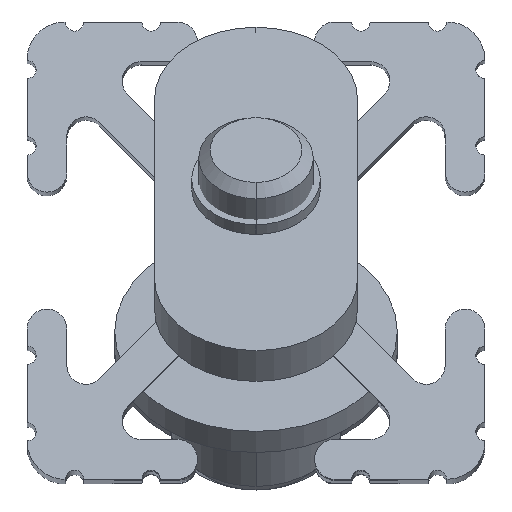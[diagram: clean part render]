
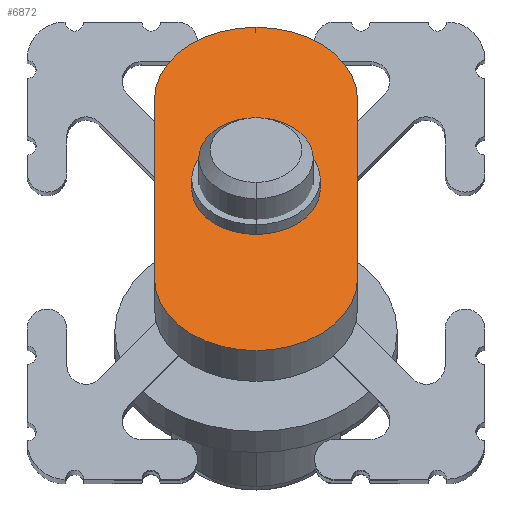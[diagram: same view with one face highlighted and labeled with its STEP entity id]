
A CAD part, top view. The second image highlights one B-rep face of the part: STEP entity #6872.
In plain terms, the highlighted face is planar.
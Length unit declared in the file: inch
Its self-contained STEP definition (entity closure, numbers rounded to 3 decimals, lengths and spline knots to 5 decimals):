
#168 = CARTESIAN_POINT ( 'NONE',  ( 5.15955, 4.95799, 0.095 ) ) ;
#319 = CARTESIAN_POINT ( 'NONE',  ( 4.38105, 4.95799, 0.095 ) ) ;
#358 = CARTESIAN_POINT ( 'NONE',  ( 4.38105, 5.17949, 0.095 ) ) ;
#397 = DIRECTION ( 'NONE',  ( 0., 0., 1. ) ) ;
#422 = EDGE_CURVE ( 'NONE', #6871, #5185, #5299, .T. ) ;
#454 = CARTESIAN_POINT ( 'NONE',  ( 4.93805, 4.95799, 0.095 ) ) ;
#640 = LINE ( 'NONE', #6994, #6593 ) ;
#1124 = AXIS2_PLACEMENT_3D ( 'NONE', #454, #6997, #2779 ) ;
#1250 = DIRECTION ( 'NONE',  ( 0., 0., 1. ) ) ;
#1302 = ORIENTED_EDGE ( 'NONE', *, *, #4323, .F. ) ;
#1475 = PLANE ( 'NONE',  #5854 ) ;
#1497 = CIRCLE ( 'NONE', #1124, 0.2215 ) ;
#1601 = DIRECTION ( 'NONE',  ( 1., 0., 0. ) ) ;
#1742 = DIRECTION ( 'NONE',  ( 0., 0., 1. ) ) ;
#1780 = CARTESIAN_POINT ( 'NONE',  ( 4.93805, 4.73649, 0.095 ) ) ;
#1849 = CIRCLE ( 'NONE', #6217, 0.1405 ) ;
#1978 = CARTESIAN_POINT ( 'NONE',  ( 4.38105, 4.73649, 0.095 ) ) ;
#2187 = VERTEX_POINT ( 'NONE', #7286 ) ;
#2192 = VERTEX_POINT ( 'NONE', #168 ) ;
#2222 = DIRECTION ( 'NONE',  ( 0., 0., 1. ) ) ;
#2354 = DIRECTION ( 'NONE',  ( 1., 0., 0. ) ) ;
#2363 = VERTEX_POINT ( 'NONE', #1780 ) ;
#2413 = CARTESIAN_POINT ( 'NONE',  ( 4.38105, 4.95799, 0.095 ) ) ;
#2467 = CARTESIAN_POINT ( 'NONE',  ( 4.38105, 4.73649, 0.095 ) ) ;
#2577 = AXIS2_PLACEMENT_3D ( 'NONE', #5304, #7704, #2354 ) ;
#2668 = EDGE_CURVE ( 'NONE', #2192, #3031, #4798, .T. ) ;
#2675 = EDGE_CURVE ( 'NONE', #6042, #2187, #4673, .T. ) ;
#2779 = DIRECTION ( 'NONE',  ( 1., 0., 0. ) ) ;
#3031 = VERTEX_POINT ( 'NONE', #3985 ) ;
#3033 = LINE ( 'NONE', #1978, #4849 ) ;
#3255 = ORIENTED_EDGE ( 'NONE', *, *, #7357, .T. ) ;
#3451 = DIRECTION ( 'NONE',  ( 1., 0., 0. ) ) ;
#3459 = ORIENTED_EDGE ( 'NONE', *, *, #2668, .T. ) ;
#3979 = DIRECTION ( 'NONE',  ( 1., 0., 0. ) ) ;
#3985 = CARTESIAN_POINT ( 'NONE',  ( 4.93805, 5.17949, 0.095 ) ) ;
#4019 = DIRECTION ( 'NONE',  ( -1., 0., 0. ) ) ;
#4133 = CARTESIAN_POINT ( 'NONE',  ( 4.80005, 4.95799, 0.095 ) ) ;
#4270 = ORIENTED_EDGE ( 'NONE', *, *, #5467, .T. ) ;
#4315 = EDGE_LOOP ( 'NONE', ( #1302, #5291 ) ) ;
#4323 = EDGE_CURVE ( 'NONE', #2187, #6042, #1849, .T. ) ;
#4552 = AXIS2_PLACEMENT_3D ( 'NONE', #7084, #1742, #3451 ) ;
#4673 = CIRCLE ( 'NONE', #4552, 0.1405 ) ;
#4798 = CIRCLE ( 'NONE', #2577, 0.2215 ) ;
#4849 = VECTOR ( 'NONE', #6037, 39.37008 ) ;
#5090 = EDGE_LOOP ( 'NONE', ( #7354, #3255, #6454, #3459, #4270 ) ) ;
#5185 = VERTEX_POINT ( 'NONE', #2467 ) ;
#5291 = ORIENTED_EDGE ( 'NONE', *, *, #2675, .F. ) ;
#5299 = CIRCLE ( 'NONE', #6192, 0.2215 ) ;
#5304 = CARTESIAN_POINT ( 'NONE',  ( 4.93805, 4.95799, 0.095 ) ) ;
#5467 = EDGE_CURVE ( 'NONE', #3031, #6871, #640, .T. ) ;
#5485 = DIRECTION ( 'NONE',  ( 1., 0., 0. ) ) ;
#5854 = AXIS2_PLACEMENT_3D ( 'NONE', #319, #397, #1601 ) ;
#6037 = DIRECTION ( 'NONE',  ( 1., 0., 0. ) ) ;
#6042 = VERTEX_POINT ( 'NONE', #4133 ) ;
#6192 = AXIS2_PLACEMENT_3D ( 'NONE', #2413, #1250, #5485 ) ;
#6208 = EDGE_CURVE ( 'NONE', #2363, #2192, #1497, .T. ) ;
#6217 = AXIS2_PLACEMENT_3D ( 'NONE', #7567, #2222, #3979 ) ;
#6310 = FACE_BOUND ( 'NONE', #4315, .T. ) ;
#6454 = ORIENTED_EDGE ( 'NONE', *, *, #6208, .T. ) ;
#6593 = VECTOR ( 'NONE', #4019, 39.37008 ) ;
#6814 = FACE_OUTER_BOUND ( 'NONE', #5090, .T. ) ;
#6871 = VERTEX_POINT ( 'NONE', #358 ) ;
#6872 = ADVANCED_FACE ( 'NONE', ( #6310, #6814 ), #1475, .T. ) ;
#6994 = CARTESIAN_POINT ( 'NONE',  ( 4.93805, 5.17949, 0.095 ) ) ;
#6997 = DIRECTION ( 'NONE',  ( 0., 0., 1. ) ) ;
#7084 = CARTESIAN_POINT ( 'NONE',  ( 4.65955, 4.95799, 0.095 ) ) ;
#7286 = CARTESIAN_POINT ( 'NONE',  ( 4.51905, 4.95799, 0.095 ) ) ;
#7354 = ORIENTED_EDGE ( 'NONE', *, *, #422, .T. ) ;
#7357 = EDGE_CURVE ( 'NONE', #5185, #2363, #3033, .T. ) ;
#7567 = CARTESIAN_POINT ( 'NONE',  ( 4.65955, 4.95799, 0.095 ) ) ;
#7704 = DIRECTION ( 'NONE',  ( 0., 0., 1. ) ) ;
